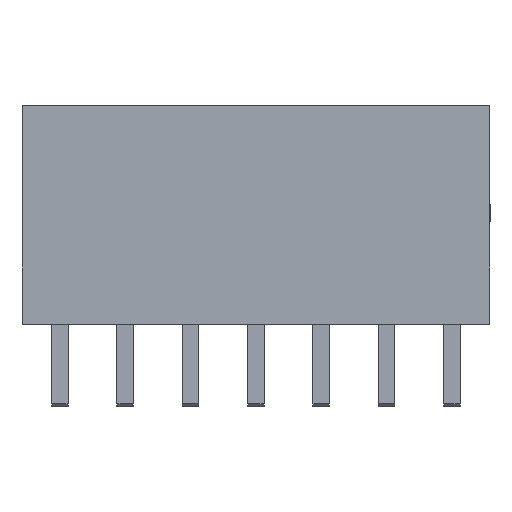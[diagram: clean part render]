
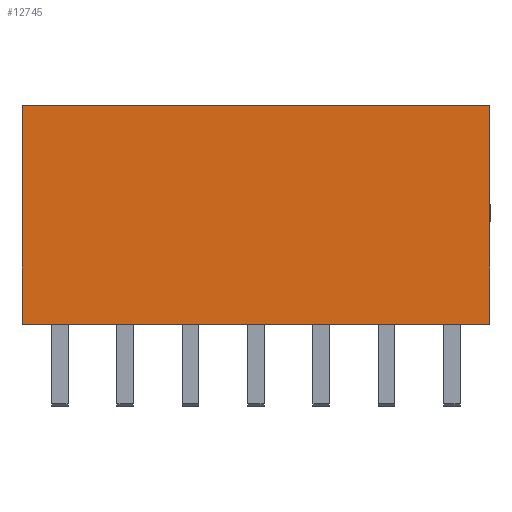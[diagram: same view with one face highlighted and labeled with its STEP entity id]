
A CAD part, front view. The second image highlights one B-rep face of the part: STEP entity #12745.
In plain terms, the highlighted planar face has unit normal (0, -1, 0).
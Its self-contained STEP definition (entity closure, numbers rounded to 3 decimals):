
#397 = EDGE_CURVE ( 'NONE', #5042, #9252, #14092, .T. ) ;
#914 = DIRECTION ( 'NONE',  ( 0., 0., 1. ) ) ;
#2035 = VECTOR ( 'NONE', #2333, 1000. ) ;
#2210 = CARTESIAN_POINT ( 'NONE',  ( -9.09, -2.5, 8.5 ) ) ;
#2333 = DIRECTION ( 'NONE',  ( 1., 0., 0. ) ) ;
#3160 = EDGE_LOOP ( 'NONE', ( #20326, #13592, #12513, #14051 ) ) ;
#3683 = EDGE_CURVE ( 'NONE', #15622, #18245, #15322, .T. ) ;
#5042 = VERTEX_POINT ( 'NONE', #10901 ) ;
#5431 = CARTESIAN_POINT ( 'NONE',  ( -9.09, -2.5, 0. ) ) ;
#6175 = DIRECTION ( 'NONE',  ( 1., 0., 0. ) ) ;
#6369 = DIRECTION ( 'NONE',  ( 0., 0., -1. ) ) ;
#9252 = VERTEX_POINT ( 'NONE', #5431 ) ;
#9559 = CARTESIAN_POINT ( 'NONE',  ( -9.09, -2.5, 8.5 ) ) ;
#9765 = VECTOR ( 'NONE', #20968, 1000. ) ;
#10865 = CARTESIAN_POINT ( 'NONE',  ( -9.09, -2.5, 8.5 ) ) ;
#10901 = CARTESIAN_POINT ( 'NONE',  ( -9.09, -2.5, 8.5 ) ) ;
#11460 = LINE ( 'NONE', #16592, #12242 ) ;
#12242 = VECTOR ( 'NONE', #6175, 1000. ) ;
#12513 = ORIENTED_EDGE ( 'NONE', *, *, #15617, .F. ) ;
#12745 = ADVANCED_FACE ( 'NONE', ( #21139 ), #19436, .F. ) ;
#13592 = ORIENTED_EDGE ( 'NONE', *, *, #3683, .F. ) ;
#14051 = ORIENTED_EDGE ( 'NONE', *, *, #397, .T. ) ;
#14092 = LINE ( 'NONE', #2210, #9765 ) ;
#14432 = LINE ( 'NONE', #10865, #2035 ) ;
#15322 = LINE ( 'NONE', #22200, #21783 ) ;
#15617 = EDGE_CURVE ( 'NONE', #5042, #15622, #14432, .T. ) ;
#15622 = VERTEX_POINT ( 'NONE', #16018 ) ;
#16018 = CARTESIAN_POINT ( 'NONE',  ( 9.09, -2.5, 8.5 ) ) ;
#16592 = CARTESIAN_POINT ( 'NONE',  ( -9.09, -2.5, 0. ) ) ;
#17665 = EDGE_CURVE ( 'NONE', #9252, #18245, #11460, .T. ) ;
#17864 = DIRECTION ( 'NONE',  ( 0., 1., 0. ) ) ;
#18245 = VERTEX_POINT ( 'NONE', #22081 ) ;
#19436 = PLANE ( 'NONE',  #19622 ) ;
#19622 = AXIS2_PLACEMENT_3D ( 'NONE', #9559, #17864, #914 ) ;
#20326 = ORIENTED_EDGE ( 'NONE', *, *, #17665, .T. ) ;
#20968 = DIRECTION ( 'NONE',  ( 0., 0., -1. ) ) ;
#21139 = FACE_OUTER_BOUND ( 'NONE', #3160, .T. ) ;
#21783 = VECTOR ( 'NONE', #6369, 1000. ) ;
#22081 = CARTESIAN_POINT ( 'NONE',  ( 9.09, -2.5, 0. ) ) ;
#22200 = CARTESIAN_POINT ( 'NONE',  ( 9.09, -2.5, 8.5 ) ) ;
